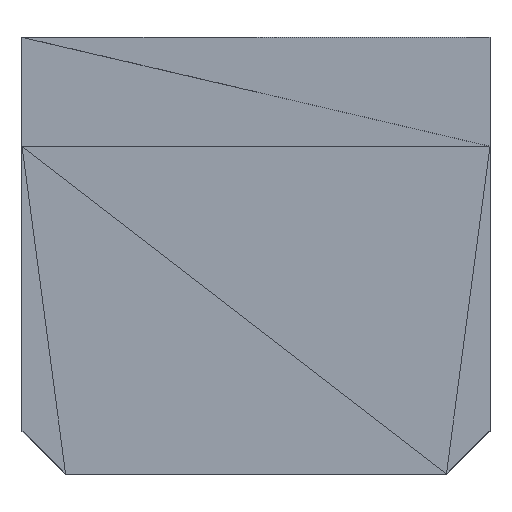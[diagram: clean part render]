
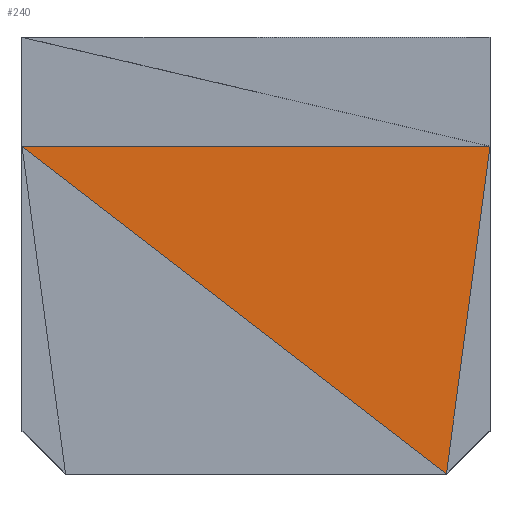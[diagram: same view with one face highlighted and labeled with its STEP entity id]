
A CAD part, top view. The second image highlights one B-rep face of the part: STEP entity #240.
In plain terms, the highlighted planar face has unit normal (0, 0, 1).
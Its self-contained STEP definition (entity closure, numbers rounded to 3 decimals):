
#240=ADVANCED_FACE('',(#241),#267,.F.);
#241=FACE_OUTER_BOUND('',#242,.T.);
#242=EDGE_LOOP('',(#243,#245,#247));
#243=ORIENTED_EDGE('',*,*,#244,.T.);
#244=EDGE_CURVE('',#249,#251,#253,.T.);
#245=ORIENTED_EDGE('',*,*,#246,.T.);
#246=EDGE_CURVE('',#251,#257,#259,.T.);
#247=ORIENTED_EDGE('',*,*,#248,.T.);
#248=EDGE_CURVE('',#257,#249,#263,.T.);
#249=VERTEX_POINT('',#250);
#250=CARTESIAN_POINT('',(4.978,-1.549,4.953));
#251=VERTEX_POINT('',#252);
#252=CARTESIAN_POINT('',(-0.457,2.642,4.953));
#253=LINE('',#254,#255);
#254=CARTESIAN_POINT('',(4.978,-1.549,4.953));
#255=VECTOR('',#256,1.0);
#256=DIRECTION('',(0.792,-0.611,0.0));
#257=VERTEX_POINT('',#258);
#258=CARTESIAN_POINT('',(5.537,2.642,4.953));
#259=LINE('',#260,#261);
#260=CARTESIAN_POINT('',(-0.457,2.642,4.953));
#261=VECTOR('',#262,1.0);
#262=DIRECTION('',(-1.0,0.0,0.0));
#263=LINE('',#264,#265);
#264=CARTESIAN_POINT('',(5.537,2.642,4.953));
#265=VECTOR('',#266,1.0);
#266=DIRECTION('',(0.132,0.991,0.0));
#267=PLANE('',#268);
#268=AXIS2_PLACEMENT_3D('',#269,#270,#271);
#269=CARTESIAN_POINT('',(-0.457,2.642,4.953));
#270=DIRECTION('',(0.0,0.0,-1.0));
#271=DIRECTION('',(-0.132,-0.991,0.0));
